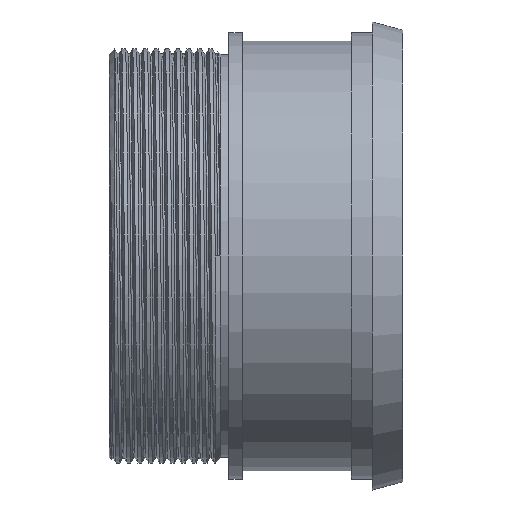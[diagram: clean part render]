
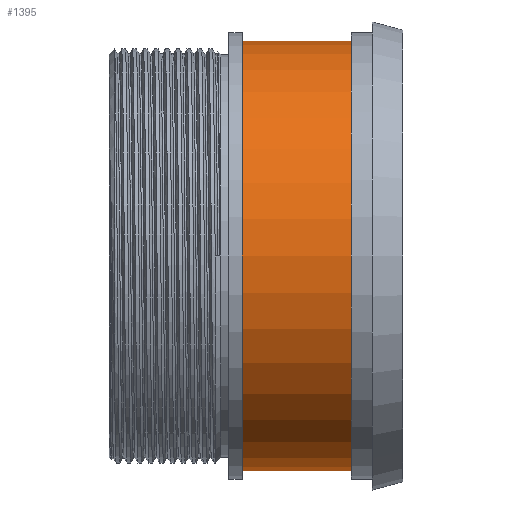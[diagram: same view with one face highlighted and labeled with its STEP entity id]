
A CAD part, front view. The second image highlights one B-rep face of the part: STEP entity #1395.
In plain terms, the highlighted cylindrical face has radius 39.45 mm (diameter 78.9 mm), a partial arc.
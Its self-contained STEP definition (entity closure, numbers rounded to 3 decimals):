
#33 = ORIENTED_EDGE ( 'NONE', *, *, #314, .F. ) ;
#222 = CARTESIAN_POINT ( 'NONE',  ( -27.327, 0., 0. ) ) ;
#314 = EDGE_CURVE ( 'NONE', #3545, #1914, #3700, .T. ) ;
#327 = CIRCLE ( 'NONE', #2577, 39.45 ) ;
#364 = DIRECTION ( 'NONE',  ( -1., 0., 0. ) ) ;
#750 = CARTESIAN_POINT ( 'NONE',  ( -27.327, 0., 39.45 ) ) ;
#965 = CARTESIAN_POINT ( 'NONE',  ( -123.429, 0., -39.45 ) ) ;
#989 = ORIENTED_EDGE ( 'NONE', *, *, #2914, .F. ) ;
#1004 = DIRECTION ( 'NONE',  ( 0., 0., 1. ) ) ;
#1214 = AXIS2_PLACEMENT_3D ( 'NONE', #222, #3078, #2241 ) ;
#1217 = EDGE_LOOP ( 'NONE', ( #989, #2633, #3020, #33 ) ) ;
#1298 = DIRECTION ( 'NONE',  ( 0., 0., 1. ) ) ;
#1376 = VECTOR ( 'NONE', #2155, 1000. ) ;
#1395 = ADVANCED_FACE ( 'NONE', ( #3318 ), #2100, .T. ) ;
#1575 = CARTESIAN_POINT ( 'NONE',  ( -7.327, 0., 0. ) ) ;
#1893 = CARTESIAN_POINT ( 'NONE',  ( -123.429, 0., 39.45 ) ) ;
#1914 = VERTEX_POINT ( 'NONE', #750 ) ;
#2083 = VERTEX_POINT ( 'NONE', #3178 ) ;
#2099 = LINE ( 'NONE', #965, #1376 ) ;
#2100 = CYLINDRICAL_SURFACE ( 'NONE', #2882, 39.45 ) ;
#2155 = DIRECTION ( 'NONE',  ( -1., 0., 0. ) ) ;
#2241 = DIRECTION ( 'NONE',  ( 0., 0., 1. ) ) ;
#2398 = CARTESIAN_POINT ( 'NONE',  ( -27.327, 0., -39.45 ) ) ;
#2516 = EDGE_CURVE ( 'NONE', #2705, #1914, #3706, .T. ) ;
#2577 = AXIS2_PLACEMENT_3D ( 'NONE', #1575, #3573, #1298 ) ;
#2633 = ORIENTED_EDGE ( 'NONE', *, *, #3541, .T. ) ;
#2695 = VECTOR ( 'NONE', #3058, 1000. ) ;
#2705 = VERTEX_POINT ( 'NONE', #3759 ) ;
#2882 = AXIS2_PLACEMENT_3D ( 'NONE', #3261, #364, #1004 ) ;
#2914 = EDGE_CURVE ( 'NONE', #2083, #3545, #2099, .T. ) ;
#3020 = ORIENTED_EDGE ( 'NONE', *, *, #2516, .T. ) ;
#3058 = DIRECTION ( 'NONE',  ( -1., 0., 0. ) ) ;
#3078 = DIRECTION ( 'NONE',  ( -1., 0., 0. ) ) ;
#3178 = CARTESIAN_POINT ( 'NONE',  ( -7.327, 0., -39.45 ) ) ;
#3261 = CARTESIAN_POINT ( 'NONE',  ( -123.429, 0., 0. ) ) ;
#3318 = FACE_OUTER_BOUND ( 'NONE', #1217, .T. ) ;
#3541 = EDGE_CURVE ( 'NONE', #2083, #2705, #327, .T. ) ;
#3545 = VERTEX_POINT ( 'NONE', #2398 ) ;
#3573 = DIRECTION ( 'NONE',  ( -1., 0., 0. ) ) ;
#3700 = CIRCLE ( 'NONE', #1214, 39.45 ) ;
#3706 = LINE ( 'NONE', #1893, #2695 ) ;
#3759 = CARTESIAN_POINT ( 'NONE',  ( -7.327, 0., 39.45 ) ) ;
